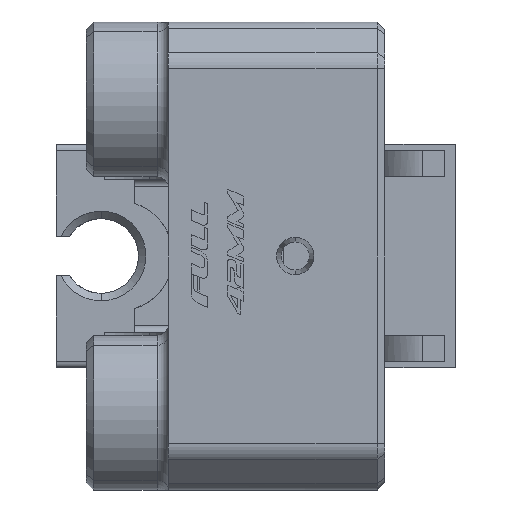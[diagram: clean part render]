
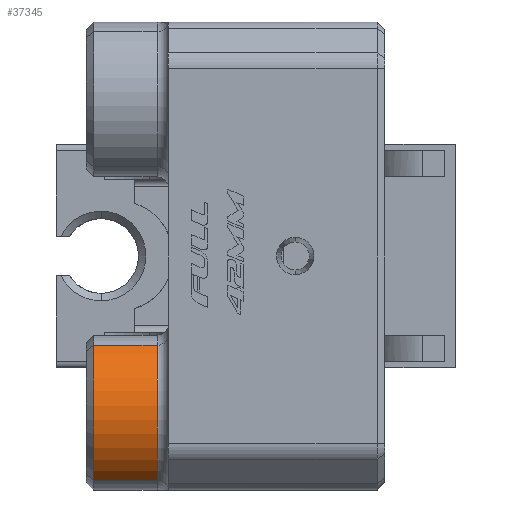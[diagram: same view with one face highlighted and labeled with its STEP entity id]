
A CAD part, left-side view. The second image highlights one B-rep face of the part: STEP entity #37345.
In plain terms, the highlighted cylindrical face has radius 11.109 mm (diameter 22.217 mm), a partial arc.
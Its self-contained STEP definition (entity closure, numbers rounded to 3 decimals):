
#1538 = EDGE_CURVE ( 'NONE', #23547, #27209, #13048, .T. ) ;
#3676 = CARTESIAN_POINT ( 'NONE',  ( -4.641, 28.5, -21. ) ) ;
#4090 = DIRECTION ( 'NONE',  ( 0., 1., 0. ) ) ;
#4201 = CARTESIAN_POINT ( 'NONE',  ( -4.641, 37., -21. ) ) ;
#4241 = LINE ( 'NONE', #31192, #25709 ) ;
#5169 = CARTESIAN_POINT ( 'NONE',  ( -11.073, 37., -11.943 ) ) ;
#6044 = CARTESIAN_POINT ( 'NONE',  ( -11.073, 28.5, -30.057 ) ) ;
#10013 = DIRECTION ( 'NONE',  ( 0., 0., -1. ) ) ;
#10428 = DIRECTION ( 'NONE',  ( 0., -1., 0. ) ) ;
#10447 = DIRECTION ( 'NONE',  ( 0., -1., 0. ) ) ;
#11811 = VERTEX_POINT ( 'NONE', #6044 ) ;
#12369 = AXIS2_PLACEMENT_3D ( 'NONE', #3676, #4090, #25260 ) ;
#12818 = CARTESIAN_POINT ( 'NONE',  ( -4.641, 38., -21. ) ) ;
#13048 = LINE ( 'NONE', #25209, #23810 ) ;
#13222 = CYLINDRICAL_SURFACE ( 'NONE', #28091, 11.109 ) ;
#14105 = CIRCLE ( 'NONE', #23656, 11.109 ) ;
#15156 = ORIENTED_EDGE ( 'NONE', *, *, #1538, .T. ) ;
#16397 = DIRECTION ( 'NONE',  ( 0., -1., 0. ) ) ;
#20625 = EDGE_LOOP ( 'NONE', ( #15156, #32767, #35214, #38340 ) ) ;
#22196 = DIRECTION ( 'NONE',  ( 0., 1., 0. ) ) ;
#23547 = VERTEX_POINT ( 'NONE', #28495 ) ;
#23656 = AXIS2_PLACEMENT_3D ( 'NONE', #4201, #16397, #28560 ) ;
#23810 = VECTOR ( 'NONE', #22196, 1000. ) ;
#25209 = CARTESIAN_POINT ( 'NONE',  ( -11.073, 38., -11.943 ) ) ;
#25260 = DIRECTION ( 'NONE',  ( 0., 0., 1. ) ) ;
#25709 = VECTOR ( 'NONE', #10447, 1000. ) ;
#27209 = VERTEX_POINT ( 'NONE', #5169 ) ;
#28091 = AXIS2_PLACEMENT_3D ( 'NONE', #12818, #10428, #10013 ) ;
#28495 = CARTESIAN_POINT ( 'NONE',  ( -11.073, 28.5, -11.943 ) ) ;
#28560 = DIRECTION ( 'NONE',  ( 0., 0., 1. ) ) ;
#30381 = EDGE_CURVE ( 'NONE', #35680, #11811, #4241, .T. ) ;
#31192 = CARTESIAN_POINT ( 'NONE',  ( -11.073, 38., -30.057 ) ) ;
#31646 = EDGE_CURVE ( 'NONE', #27209, #35680, #14105, .T. ) ;
#32767 = ORIENTED_EDGE ( 'NONE', *, *, #31646, .T. ) ;
#33052 = EDGE_CURVE ( 'NONE', #11811, #23547, #35934, .T. ) ;
#34359 = FACE_OUTER_BOUND ( 'NONE', #20625, .T. ) ;
#35214 = ORIENTED_EDGE ( 'NONE', *, *, #30381, .T. ) ;
#35680 = VERTEX_POINT ( 'NONE', #38997 ) ;
#35934 = CIRCLE ( 'NONE', #12369, 11.109 ) ;
#37345 = ADVANCED_FACE ( 'NONE', ( #34359 ), #13222, .T. ) ;
#38340 = ORIENTED_EDGE ( 'NONE', *, *, #33052, .T. ) ;
#38997 = CARTESIAN_POINT ( 'NONE',  ( -11.073, 37., -30.057 ) ) ;
